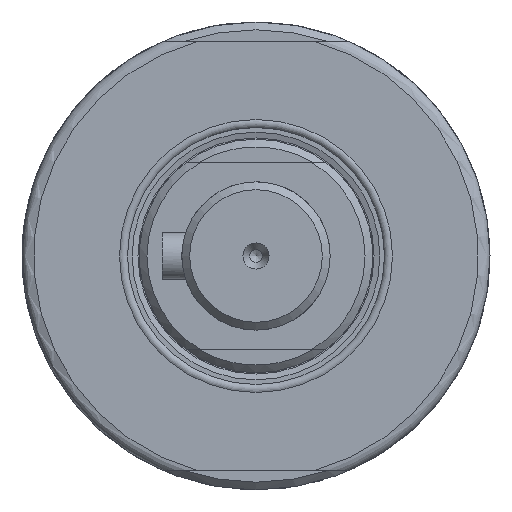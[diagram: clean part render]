
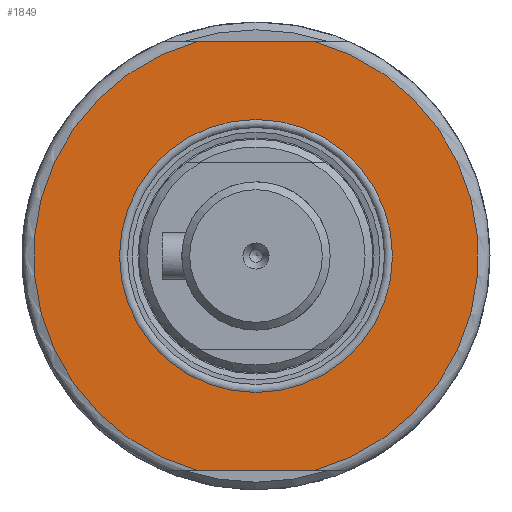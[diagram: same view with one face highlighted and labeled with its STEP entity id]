
A CAD part, left-side view. The second image highlights one B-rep face of the part: STEP entity #1849.
In plain terms, the highlighted planar face has unit normal (-1, 0, 0).
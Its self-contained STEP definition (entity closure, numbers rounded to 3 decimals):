
#1555=CARTESIAN_POINT('',(-158.001,17.5,0.));
#1556=VERTEX_POINT('',#1555);
#1557=CARTESIAN_POINT('',(-158.001,0.,0.));
#1558=DIRECTION('',(1.0,0.,0.));
#1559=DIRECTION('',(0.,1.0,0.));
#1560=AXIS2_PLACEMENT_3D('',#1557,#1558,#1559);
#1561=CIRCLE('',#1560,17.5);
#1562=EDGE_CURVE('',#1556,#1556,#1561,.T.);
#1672=CARTESIAN_POINT('',(-158.001,-7.483,27.5));
#1673=VERTEX_POINT('',#1672);
#1699=CARTESIAN_POINT('',(-158.001,-7.483,-27.5));
#1700=VERTEX_POINT('',#1699);
#1701=CARTESIAN_POINT('',(-158.001,0.,0.));
#1702=DIRECTION('',(1.0,0.,0.));
#1703=DIRECTION('',(0.,1.0,0.));
#1704=AXIS2_PLACEMENT_3D('',#1701,#1702,#1703);
#1705=CIRCLE('',#1704,28.5);
#1706=EDGE_CURVE('',#1673,#1700,#1705,.T.);
#1750=CARTESIAN_POINT('',(-158.001,7.483,27.5));
#1751=VERTEX_POINT('',#1750);
#1788=CARTESIAN_POINT('',(-158.001,7.483,-27.5));
#1789=VERTEX_POINT('',#1788);
#1815=CARTESIAN_POINT('',(-158.001,0.,0.));
#1816=DIRECTION('',(1.0,0.,0.));
#1817=DIRECTION('',(0.,1.0,0.));
#1818=AXIS2_PLACEMENT_3D('',#1815,#1816,#1817);
#1819=CIRCLE('',#1818,28.5);
#1820=EDGE_CURVE('',#1789,#1751,#1819,.T.);
#1825=CARTESIAN_POINT('',(-158.001,23.,0.));
#1826=DIRECTION('',(-1.0,0.,0.));
#1827=DIRECTION('',(0.0,0.0,1.0));
#1828=AXIS2_PLACEMENT_3D('',#1825,#1826,#1827);
#1829=PLANE('',#1828);
#1830=CARTESIAN_POINT('',(-158.001,-7.483,27.5));
#1831=DIRECTION('',(0.,1.0,0.0));
#1832=VECTOR('',#1831,14.967);
#1833=LINE('',#1830,#1832);
#1834=EDGE_CURVE('',#1673,#1751,#1833,.T.);
#1835=ORIENTED_EDGE('',*,*,#1834,.T.);
#1836=ORIENTED_EDGE('',*,*,#1820,.F.);
#1837=CARTESIAN_POINT('',(-158.001,7.483,-27.5));
#1838=DIRECTION('',(0.,-1.0,0.0));
#1839=VECTOR('',#1838,14.967);
#1840=LINE('',#1837,#1839);
#1841=EDGE_CURVE('',#1789,#1700,#1840,.T.);
#1842=ORIENTED_EDGE('',*,*,#1841,.T.);
#1843=ORIENTED_EDGE('',*,*,#1706,.F.);
#1844=EDGE_LOOP('',(#1835,#1836,#1842,#1843));
#1845=FACE_OUTER_BOUND('',#1844,.T.);
#1846=ORIENTED_EDGE('',*,*,#1562,.T.);
#1847=EDGE_LOOP('',(#1846));
#1848=FACE_BOUND('',#1847,.T.);
#1849=ADVANCED_FACE('',(#1845,#1848),#1829,.T.);
